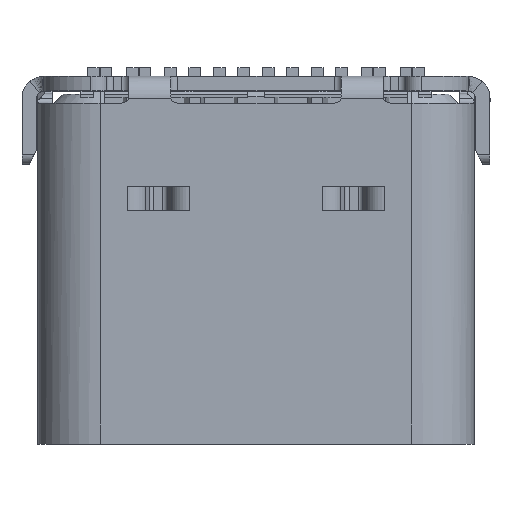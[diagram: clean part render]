
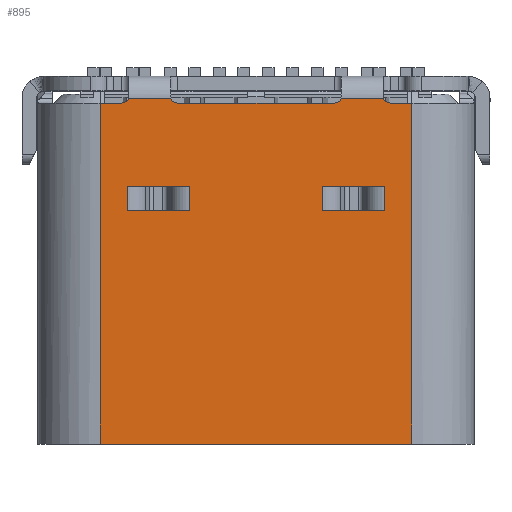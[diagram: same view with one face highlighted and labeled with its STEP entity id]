
A CAD part, top view. The second image highlights one B-rep face of the part: STEP entity #895.
In plain terms, the highlighted planar face has unit normal (0, 0, 1).
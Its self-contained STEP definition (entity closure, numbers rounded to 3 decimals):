
#895=ADVANCED_FACE('',(#2635,#2636,#2637),#2638,.F.);
#2635=FACE_BOUND('',#4754,.T.);
#2636=FACE_BOUND('',#4755,.T.);
#2637=FACE_OUTER_BOUND('',#4756,.T.);
#2638=PLANE('',#4757);
#4754=EDGE_LOOP('',(#11650,#11651,#11652,#11653,#11654,#11655,#11656,#11657));
#4755=EDGE_LOOP('',(#11658,#11659,#11660,#11661,#11662,#11663,#11664,#11665));
#4756=EDGE_LOOP('',(#11666,#11667,#11668,#11669,#11670,#11671,#11672,#11673,#11674,#11675,#11676,#11677));
#4757=AXIS2_PLACEMENT_3D('',#11678,#11679,#11680);
#11650=ORIENTED_EDGE('',*,*,#16829,.F.);
#11651=ORIENTED_EDGE('',*,*,#16830,.F.);
#11652=ORIENTED_EDGE('',*,*,#16831,.F.);
#11653=ORIENTED_EDGE('',*,*,#16642,.F.);
#11654=ORIENTED_EDGE('',*,*,#16832,.F.);
#11655=ORIENTED_EDGE('',*,*,#16833,.F.);
#11656=ORIENTED_EDGE('',*,*,#16834,.T.);
#11657=ORIENTED_EDGE('',*,*,#16645,.F.);
#11658=ORIENTED_EDGE('',*,*,#16574,.F.);
#11659=ORIENTED_EDGE('',*,*,#16835,.F.);
#11660=ORIENTED_EDGE('',*,*,#16836,.F.);
#11661=ORIENTED_EDGE('',*,*,#16837,.F.);
#11662=ORIENTED_EDGE('',*,*,#16577,.F.);
#11663=ORIENTED_EDGE('',*,*,#16838,.F.);
#11664=ORIENTED_EDGE('',*,*,#16839,.F.);
#11665=ORIENTED_EDGE('',*,*,#16840,.T.);
#11666=ORIENTED_EDGE('',*,*,#16841,.F.);
#11667=ORIENTED_EDGE('',*,*,#16842,.T.);
#11668=ORIENTED_EDGE('',*,*,#16586,.F.);
#11669=ORIENTED_EDGE('',*,*,#16827,.T.);
#11670=ORIENTED_EDGE('',*,*,#16777,.T.);
#11671=ORIENTED_EDGE('',*,*,#16843,.F.);
#11672=ORIENTED_EDGE('',*,*,#16763,.F.);
#11673=ORIENTED_EDGE('',*,*,#16437,.T.);
#11674=ORIENTED_EDGE('',*,*,#16844,.F.);
#11675=ORIENTED_EDGE('',*,*,#16845,.T.);
#11676=ORIENTED_EDGE('',*,*,#16766,.F.);
#11677=ORIENTED_EDGE('',*,*,#16441,.T.);
#11678=CARTESIAN_POINT('',(3.19,2.235,1.58));
#11679=DIRECTION('',(0.,0.,-1.0));
#11680=DIRECTION('',(0.,-1.0,0.));
#16437=EDGE_CURVE('',#20636,#20634,#20637,.T.);
#16441=EDGE_CURVE('',#20644,#20642,#20645,.T.);
#16574=EDGE_CURVE('',#20895,#20893,#20897,.T.);
#16577=EDGE_CURVE('',#20900,#20898,#20902,.T.);
#16586=EDGE_CURVE('',#20917,#20919,#20920,.F.);
#16642=EDGE_CURVE('',#21019,#21017,#21021,.T.);
#16645=EDGE_CURVE('',#21024,#21022,#21026,.T.);
#16763=EDGE_CURVE('',#20636,#21236,#21237,.F.);
#16766=EDGE_CURVE('',#20644,#21239,#21241,.F.);
#16777=EDGE_CURVE('',#21261,#21259,#21262,.F.);
#16827=EDGE_CURVE('',#20917,#21261,#21350,.T.);
#16829=EDGE_CURVE('',#21352,#21024,#21353,.T.);
#16830=EDGE_CURVE('',#21354,#21352,#21355,.T.);
#16831=EDGE_CURVE('',#21017,#21354,#21356,.T.);
#16832=EDGE_CURVE('',#21357,#21019,#21358,.T.);
#16833=EDGE_CURVE('',#21359,#21357,#21360,.T.);
#16834=EDGE_CURVE('',#21359,#21022,#21361,.T.);
#16835=EDGE_CURVE('',#21362,#20895,#21363,.T.);
#16836=EDGE_CURVE('',#21364,#21362,#21365,.T.);
#16837=EDGE_CURVE('',#20898,#21364,#21366,.T.);
#16838=EDGE_CURVE('',#21367,#20900,#21368,.T.);
#16839=EDGE_CURVE('',#21369,#21367,#21370,.T.);
#16840=EDGE_CURVE('',#21369,#20893,#21371,.T.);
#16841=EDGE_CURVE('',#21372,#20642,#21373,.T.);
#16842=EDGE_CURVE('',#21372,#20919,#21374,.T.);
#16843=EDGE_CURVE('',#21236,#21259,#21375,.F.);
#16844=EDGE_CURVE('',#21376,#20634,#21377,.T.);
#16845=EDGE_CURVE('',#21376,#21239,#21378,.T.);
#20634=VERTEX_POINT('',#27048);
#20636=VERTEX_POINT('',#27051);
#20637=CIRCLE('',#27052,0.15);
#20642=VERTEX_POINT('',#27058);
#20644=VERTEX_POINT('',#27061);
#20645=CIRCLE('',#27062,0.15);
#20893=VERTEX_POINT('',#27400);
#20895=VERTEX_POINT('',#27403);
#20897=LINE('',#27406,#27407);
#20898=VERTEX_POINT('',#27408);
#20900=VERTEX_POINT('',#27411);
#20902=LINE('',#27414,#27415);
#20917=VERTEX_POINT('',#27434);
#20919=VERTEX_POINT('',#27436);
#20920=LINE('',#27437,#27438);
#21017=VERTEX_POINT('',#27568);
#21019=VERTEX_POINT('',#27571);
#21021=LINE('',#27574,#27575);
#21022=VERTEX_POINT('',#27576);
#21024=VERTEX_POINT('',#27579);
#21026=LINE('',#27582,#27583);
#21236=VERTEX_POINT('',#27866);
#21237=LINE('',#27867,#27868);
#21239=VERTEX_POINT('',#27870);
#21241=LINE('',#27873,#27874);
#21259=VERTEX_POINT('',#27897);
#21261=VERTEX_POINT('',#27899);
#21262=LINE('',#27900,#27901);
#21350=LINE('',#28018,#28019);
#21352=VERTEX_POINT('',#28024);
#21353=LINE('',#28025,#28026);
#21354=VERTEX_POINT('',#28027);
#21355=LINE('',#28028,#28029);
#21356=LINE('',#28030,#28031);
#21357=VERTEX_POINT('',#28032);
#21358=LINE('',#28033,#28034);
#21359=VERTEX_POINT('',#28035);
#21360=LINE('',#28036,#28037);
#21361=LINE('',#28038,#28039);
#21362=VERTEX_POINT('',#28040);
#21363=LINE('',#28041,#28042);
#21364=VERTEX_POINT('',#28043);
#21365=LINE('',#28044,#28045);
#21366=LINE('',#28046,#28047);
#21367=VERTEX_POINT('',#28048);
#21368=LINE('',#28049,#28050);
#21369=VERTEX_POINT('',#28051);
#21370=LINE('',#28052,#28053);
#21371=LINE('',#28054,#28055);
#21372=VERTEX_POINT('',#28056);
#21373=LINE('',#28057,#28058);
#21374=CIRCLE('',#28059,0.15);
#21375=LINE('',#28060,#28061);
#21376=VERTEX_POINT('',#28062);
#21377=LINE('',#28063,#28064);
#21378=CIRCLE('',#28065,0.15);
#27048=CARTESIAN_POINT('',(2.609,2.335,1.58));
#27051=CARTESIAN_POINT('',(2.75,2.235,1.58));
#27052=AXIS2_PLACEMENT_3D('',#31967,#31968,#31969);
#27058=CARTESIAN_POINT('',(-1.741,2.335,1.58));
#27061=CARTESIAN_POINT('',(-1.6,2.235,1.58));
#27062=AXIS2_PLACEMENT_3D('',#31975,#31976,#31977);
#27400=CARTESIAN_POINT('',(-1.36,0.037,1.58));
#27403=CARTESIAN_POINT('',(-1.36,0.035,1.58));
#27406=CARTESIAN_POINT('',(-1.36,0.035,1.58));
#27407=VECTOR('',#32190,1000.0);
#27408=CARTESIAN_POINT('',(-2.64,0.533,1.58));
#27411=CARTESIAN_POINT('',(-2.64,0.535,1.58));
#27414=CARTESIAN_POINT('',(-2.64,0.535,1.58));
#27415=VECTOR('',#32193,1000.0);
#27434=CARTESIAN_POINT('',(-3.19,2.235,1.58));
#27436=CARTESIAN_POINT('',(-2.75,2.235,1.58));
#27437=CARTESIAN_POINT('',(3.19,2.235,1.58));
#27438=VECTOR('',#32210,1000.0);
#27568=CARTESIAN_POINT('',(1.36,0.533,1.58));
#27571=CARTESIAN_POINT('',(1.36,0.535,1.58));
#27574=CARTESIAN_POINT('',(1.36,0.535,1.58));
#27575=VECTOR('',#32306,1000.0);
#27576=CARTESIAN_POINT('',(2.64,0.037,1.58));
#27579=CARTESIAN_POINT('',(2.64,0.035,1.58));
#27582=CARTESIAN_POINT('',(2.64,0.035,1.58));
#27583=VECTOR('',#32309,1000.0);
#27866=CARTESIAN_POINT('',(3.19,2.235,1.58));
#27867=CARTESIAN_POINT('',(3.19,2.235,1.58));
#27868=VECTOR('',#32527,1000.0);
#27870=CARTESIAN_POINT('',(1.6,2.235,1.58));
#27873=CARTESIAN_POINT('',(3.19,2.235,1.58));
#27874=VECTOR('',#32532,1000.0);
#27897=CARTESIAN_POINT('',(3.19,-4.745,1.58));
#27899=CARTESIAN_POINT('',(-3.19,-4.745,1.58));
#27900=CARTESIAN_POINT('',(3.19,-4.745,1.58));
#27901=VECTOR('',#32553,1000.0);
#28018=CARTESIAN_POINT('',(-3.19,2.235,1.58));
#28019=VECTOR('',#32649,1000.0);
#28024=CARTESIAN_POINT('',(1.36,0.035,1.58));
#28025=CARTESIAN_POINT('',(1.36,0.035,1.58));
#28026=VECTOR('',#32650,1000.0);
#28027=CARTESIAN_POINT('',(1.36,0.037,1.58));
#28028=CARTESIAN_POINT('',(1.36,0.535,1.58));
#28029=VECTOR('',#32651,1000.0);
#28030=CARTESIAN_POINT('',(1.36,0.533,1.58));
#28031=VECTOR('',#32652,1000.0);
#28032=CARTESIAN_POINT('',(2.64,0.535,1.58));
#28033=CARTESIAN_POINT('',(2.64,0.535,1.58));
#28034=VECTOR('',#32653,1000.0);
#28035=CARTESIAN_POINT('',(2.64,0.533,1.58));
#28036=CARTESIAN_POINT('',(2.64,0.035,1.58));
#28037=VECTOR('',#32654,1000.0);
#28038=CARTESIAN_POINT('',(2.64,0.533,1.58));
#28039=VECTOR('',#32655,1000.0);
#28040=CARTESIAN_POINT('',(-2.64,0.035,1.58));
#28041=CARTESIAN_POINT('',(-2.64,0.035,1.58));
#28042=VECTOR('',#32656,1000.0);
#28043=CARTESIAN_POINT('',(-2.64,0.037,1.58));
#28044=CARTESIAN_POINT('',(-2.64,0.535,1.58));
#28045=VECTOR('',#32657,1000.0);
#28046=CARTESIAN_POINT('',(-2.64,0.533,1.58));
#28047=VECTOR('',#32658,1000.0);
#28048=CARTESIAN_POINT('',(-1.36,0.535,1.58));
#28049=CARTESIAN_POINT('',(-1.36,0.535,1.58));
#28050=VECTOR('',#32659,1000.0);
#28051=CARTESIAN_POINT('',(-1.36,0.533,1.58));
#28052=CARTESIAN_POINT('',(-1.36,0.035,1.58));
#28053=VECTOR('',#32660,1000.0);
#28054=CARTESIAN_POINT('',(-1.36,0.533,1.58));
#28055=VECTOR('',#32661,1000.0);
#28056=CARTESIAN_POINT('',(-2.609,2.335,1.58));
#28057=CARTESIAN_POINT('',(-2.609,2.335,1.58));
#28058=VECTOR('',#32662,1000.0);
#28059=AXIS2_PLACEMENT_3D('',#32663,#32664,#32665);
#28060=CARTESIAN_POINT('',(3.19,2.235,1.58));
#28061=VECTOR('',#32666,1000.0);
#28062=CARTESIAN_POINT('',(1.741,2.335,1.58));
#28063=CARTESIAN_POINT('',(-2.609,2.335,1.58));
#28064=VECTOR('',#32667,1000.0);
#28065=AXIS2_PLACEMENT_3D('',#32668,#32669,#32670);
#31967=CARTESIAN_POINT('',(2.75,2.385,1.58));
#31968=DIRECTION('',(0.,0.,-1.0));
#31969=DIRECTION('',(1.0,0.,0.));
#31975=CARTESIAN_POINT('',(-1.6,2.385,1.58));
#31976=DIRECTION('',(0.,0.,-1.0));
#31977=DIRECTION('',(1.0,0.,0.));
#32190=DIRECTION('',(0.,1.0,0.));
#32193=DIRECTION('',(0.,-1.0,0.));
#32210=DIRECTION('',(-1.0,0.,0.));
#32306=DIRECTION('',(0.,-1.0,0.));
#32309=DIRECTION('',(0.,1.0,0.));
#32527=DIRECTION('',(-1.0,0.,0.));
#32532=DIRECTION('',(-1.0,0.,0.));
#32553=DIRECTION('',(-1.0,0.,0.));
#32649=DIRECTION('',(0.,-1.0,0.));
#32650=DIRECTION('',(1.0,0.,0.));
#32651=DIRECTION('',(0.,-1.0,0.));
#32652=DIRECTION('',(0.,-1.0,0.));
#32653=DIRECTION('',(-1.0,0.,0.));
#32654=DIRECTION('',(0.,1.0,0.));
#32655=DIRECTION('',(0.,-1.0,0.));
#32656=DIRECTION('',(1.0,0.,0.));
#32657=DIRECTION('',(0.,-1.0,0.));
#32658=DIRECTION('',(0.,-1.0,0.));
#32659=DIRECTION('',(-1.0,0.,0.));
#32660=DIRECTION('',(0.,1.0,0.));
#32661=DIRECTION('',(0.,-1.0,0.));
#32662=DIRECTION('',(1.0,0.,0.));
#32663=CARTESIAN_POINT('',(-2.75,2.385,1.58));
#32664=DIRECTION('',(0.,0.,-1.0));
#32665=DIRECTION('',(-1.0,0.,0.));
#32666=DIRECTION('',(0.,1.0,0.));
#32667=DIRECTION('',(1.0,0.,0.));
#32668=CARTESIAN_POINT('',(1.6,2.385,1.58));
#32669=DIRECTION('',(0.,0.,-1.0));
#32670=DIRECTION('',(1.0,0.,0.));
